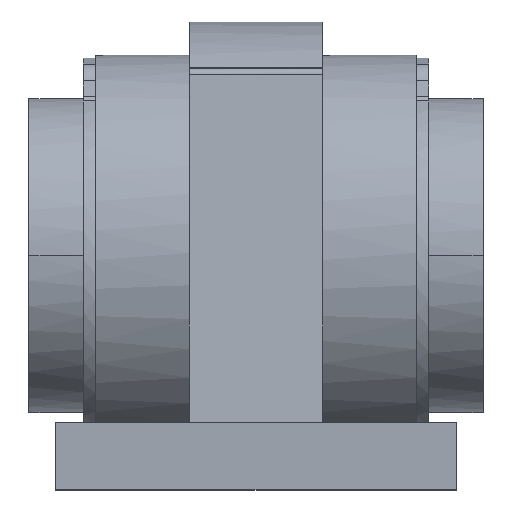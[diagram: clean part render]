
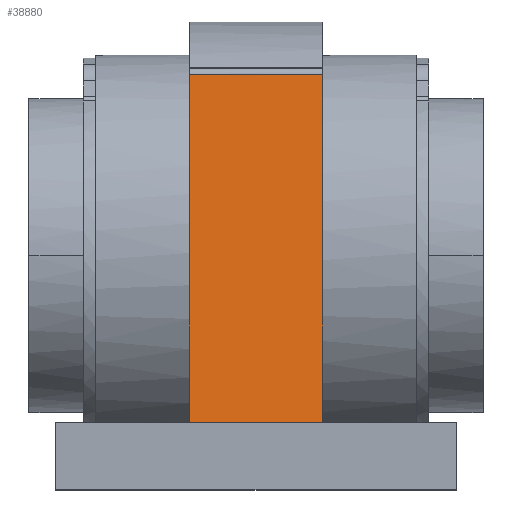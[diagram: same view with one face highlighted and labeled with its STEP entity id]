
A CAD part, top view. The second image highlights one B-rep face of the part: STEP entity #38880.
In plain terms, the highlighted free-form (B-spline) face has degree [1, 1] with [2, 2] control points.
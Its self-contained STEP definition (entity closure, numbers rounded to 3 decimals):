
#38530 = CARTESIAN_POINT ('', (10., 10., 41.999));
#38540 = VERTEX_POINT ('', #38530);
#38550 = CARTESIAN_POINT ('', (10., 62.087, 37.442));
#38560 = VERTEX_POINT ('', #38550);
#38570 = CARTESIAN_POINT ('', (10., 10., 41.999));
#38580 = CARTESIAN_POINT ('', (10., 62.087, 37.442));
#38590 = B_SPLINE_CURVE_WITH_KNOTS ('', 1, (#38570, #38580), .UNSPECIFIED., .F., .U., (2, 2), (0., 1.), .UNSPECIFIED.);
#38600 = EDGE_CURVE ('', #38540, #38560, #38590, .T.);
#38610 = ORIENTED_EDGE ('', *, *, #38600, .T.);
#38620 = CARTESIAN_POINT ('', (-10., 62.087, 37.442));
#38630 = VERTEX_POINT ('', #38620);
#38640 = CARTESIAN_POINT ('', (10., 62.087, 37.442));
#38650 = CARTESIAN_POINT ('', (-10., 62.087, 37.442));
#38660 = B_SPLINE_CURVE_WITH_KNOTS ('', 1, (#38640, #38650), .UNSPECIFIED., .F., .U., (2, 2), (0., 1.), .UNSPECIFIED.);
#38670 = EDGE_CURVE ('', #38560, #38630, #38660, .T.);
#38680 = ORIENTED_EDGE ('', *, *, #38670, .T.);
#38690 = CARTESIAN_POINT ('', (-10., 10., 41.999));
#38700 = VERTEX_POINT ('', #38690);
#38710 = CARTESIAN_POINT ('', (-10., 62.087, 37.442));
#38720 = CARTESIAN_POINT ('', (-10., 10., 41.999));
#38730 = B_SPLINE_CURVE_WITH_KNOTS ('', 1, (#38710, #38720), .UNSPECIFIED., .F., .U., (2, 2), (0., 1.), .UNSPECIFIED.);
#38740 = EDGE_CURVE ('', #38630, #38700, #38730, .T.);
#38750 = ORIENTED_EDGE ('', *, *, #38740, .T.);
#38760 = CARTESIAN_POINT ('', (-10., 10., 41.999));
#38770 = CARTESIAN_POINT ('', (10., 10., 41.999));
#38780 = B_SPLINE_CURVE_WITH_KNOTS ('', 1, (#38760, #38770), .UNSPECIFIED., .F., .U., (2, 2), (0., 1.), .UNSPECIFIED.);
#38790 = EDGE_CURVE ('', #38700, #38540, #38780, .T.);
#38800 = ORIENTED_EDGE ('', *, *, #38790, .T.);
#38810 = EDGE_LOOP ('', (#38610, #38680, #38750, #38800));
#38820 = FACE_OUTER_BOUND ('', #38810, .T.);
#38830 = CARTESIAN_POINT ('', (10., 10., 41.999));
#38840 = CARTESIAN_POINT ('', (-10., 10., 41.999));
#38850 = CARTESIAN_POINT ('', (10., 62.087, 37.442));
#38860 = CARTESIAN_POINT ('', (-10., 62.087, 37.442));
#38870 = B_SPLINE_SURFACE_WITH_KNOTS ('', 1, 1, ((#38830, #38840), (#38850, #38860)), .UNSPECIFIED., .F., .F., .U., (2, 2), (2, 2), (0., 1.), (0., 1.), .UNSPECIFIED.);
#38880 = ADVANCED_FACE ('', (#38820), #38870, .T.);
